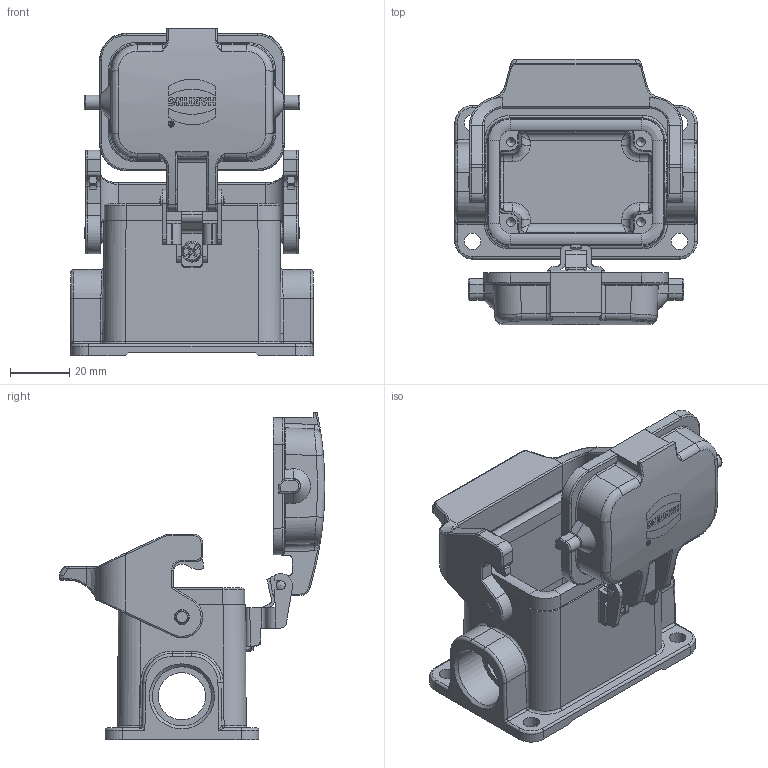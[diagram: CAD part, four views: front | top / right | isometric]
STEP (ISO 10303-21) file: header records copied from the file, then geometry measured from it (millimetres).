
FILE_DESCRIPTION(/* description */ (''),/* implementation_level */ '2;1');
FILE_NAME(/* name */ '100094906ugm000_d.stp',/* time_stamp */ '2017-09-28T15:58:58+02:00',/* author */ (''),/* organization */ (''),/* preprocessor_version */ 'ST-DEVELOPER v16',/* originating_system */ 'SIEMENS PLM Software NX 10.0',/* authorisation */ '');
FILE_SCHEMA (('AUTOMOTIVE_DESIGN { 1 0 10303 214 3 1 1 1 }'));
Length unit declared in the file: millimetre
Products named in the file (1): 100094906ugm000_d
Bounding box: 82 x 89.85 x 110.79 mm (x, y, z)
Volume: 88771.9 mm3; surface area: 51116.3 mm2
Topology: 3 solids, 3 shells, 853 faces, 2885 edges, 2641 vertices
Faces by surface type: cylinder 290, plane 285, bspline 191, cone 39, torus 24, extrusion 16, sphere 8
Full cylindrical faces by diameter (mm): 3 x7, 4 x3, 4.8 x2, 5.1 x2, 5.6 x4, 7 x3, 16 x2, 20 x2
Entity records: 41925 total; most frequent: CARTESIAN_POINT 14715, ORIENTED_EDGE 4344, DIRECTION 3795, EDGE_CURVE 2172, VERTEX_POINT 1404, AXIS2_PLACEMENT_3D 1325, PRESENTATION_STYLE_ASSIGNMENT 1209, VECTOR 1145
